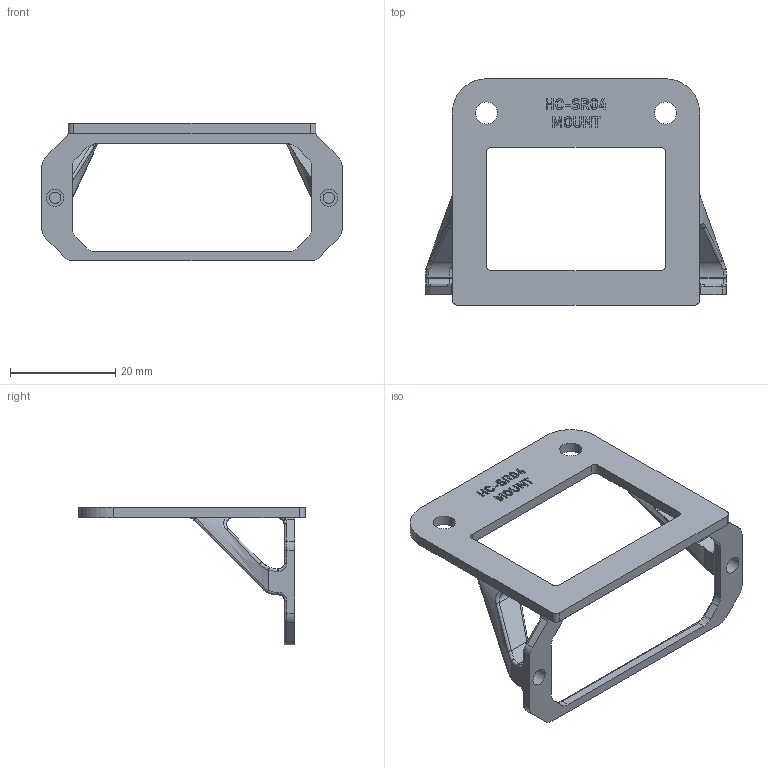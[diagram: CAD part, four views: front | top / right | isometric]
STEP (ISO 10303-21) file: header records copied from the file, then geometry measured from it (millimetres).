
FILE_DESCRIPTION(/* description */ (''),/* implementation_level */ '2;1');
FILE_NAME(/* name */ 'Mounting bracket.step',/* time_stamp */ '2023-06-02T21:56:33+02:00',/* author */ (''),/* organization */ (''),/* preprocessor_version */ 'ST-DEVELOPER v19.2',/* originating_system */ 'Autodesk Translation Framework v12.4.0.73',/* authorisation */ '');
FILE_SCHEMA (('AUTOMOTIVE_DESIGN { 1 0 10303 214 3 1 1 }'));
Length unit declared in the file: millimetre
Products named in the file (1): Mounting bracket
Bounding box: 57 x 43 x 26.2 mm (x, y, z)
Volume: 4006.2 mm3; surface area: 4801 mm2
Topology: 1 solids, 1 shells, 387 faces, 1045 edges, 673 vertices
Faces by surface type: plane 157, bspline 137, cylinder 65, torus 28
Full cylindrical faces by diameter (mm): 2.2 x2, 3.3 x2, 4.2 x2
Entity records: 13594 total; most frequent: CARTESIAN_POINT 4681, ORIENTED_EDGE 2090, DIRECTION 1424, EDGE_CURVE 1045, VERTEX_POINT 673, LINE 578, VECTOR 578, AXIS2_PLACEMENT_3D 423
